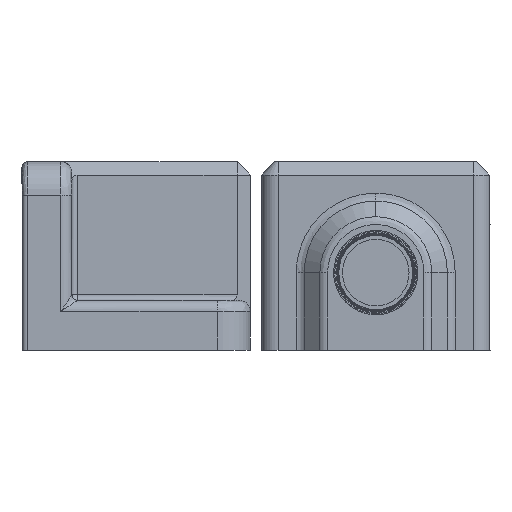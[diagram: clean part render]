
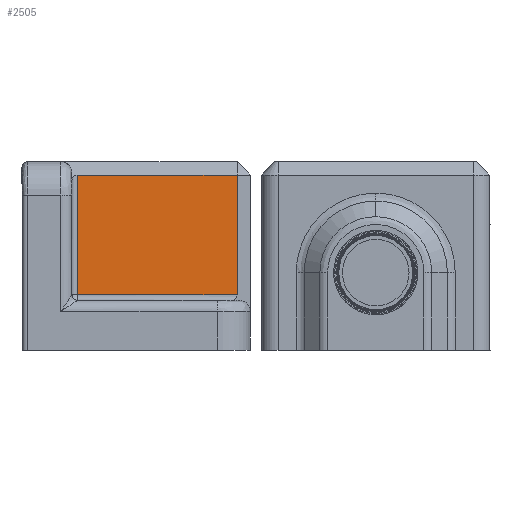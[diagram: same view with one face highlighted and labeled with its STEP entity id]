
A CAD part, front view. The second image highlights one B-rep face of the part: STEP entity #2505.
In plain terms, the highlighted face is planar.
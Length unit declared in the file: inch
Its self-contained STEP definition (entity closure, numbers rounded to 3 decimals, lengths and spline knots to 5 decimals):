
#1569 = CARTESIAN_POINT ( 'NONE',  ( 0.20866, 2.51969, 0.62205 ) ) ;
#2043 = DIRECTION ( 'NONE',  ( 0., 0., 1. ) ) ;
#2180 = ORIENTED_EDGE ( 'NONE', *, *, #3865, .T. ) ;
#2505 = ADVANCED_FACE ( 'NONE', ( #16192 ), #3832, .F. ) ;
#2811 = EDGE_CURVE ( 'NONE', #23262, #7902, #23625, .T. ) ;
#3832 = PLANE ( 'NONE',  #22523 ) ;
#3865 = EDGE_CURVE ( 'NONE', #21068, #23262, #9031, .T. ) ;
#3908 = DIRECTION ( 'NONE',  ( 0., -1., 0. ) ) ;
#6611 = ORIENTED_EDGE ( 'NONE', *, *, #2811, .T. ) ;
#6751 = VECTOR ( 'NONE', #21553, 39.37008 ) ;
#6756 = VECTOR ( 'NONE', #16138, 39.37008 ) ;
#7755 = DIRECTION ( 'NONE',  ( 0., 0., -1. ) ) ;
#7902 = VERTEX_POINT ( 'NONE', #22028 ) ;
#8223 = VECTOR ( 'NONE', #14361, 39.37008 ) ;
#8920 = EDGE_CURVE ( 'NONE', #21658, #21068, #22168, .T. ) ;
#9031 = LINE ( 'NONE', #16389, #6756 ) ;
#9666 = ORIENTED_EDGE ( 'NONE', *, *, #8920, .T. ) ;
#12128 = EDGE_LOOP ( 'NONE', ( #17507, #9666, #2180, #6611 ) ) ;
#12179 = CARTESIAN_POINT ( 'NONE',  ( -0.35827, 2.51969, 0.62205 ) ) ;
#12786 = CARTESIAN_POINT ( 'NONE',  ( -0.35827, 2.51969, 0.19685 ) ) ;
#13171 = CARTESIAN_POINT ( 'NONE',  ( -0.40551, 2.51969, 0.66929 ) ) ;
#14361 = DIRECTION ( 'NONE',  ( 1., 0., 0. ) ) ;
#16138 = DIRECTION ( 'NONE',  ( 1., 0., 0. ) ) ;
#16192 = FACE_OUTER_BOUND ( 'NONE', #12128, .T. ) ;
#16231 = CARTESIAN_POINT ( 'NONE',  ( -0.40551, 2.51969, 0.19685 ) ) ;
#16389 = CARTESIAN_POINT ( 'NONE',  ( -0.40551, 2.51969, 0.62205 ) ) ;
#17293 = VECTOR ( 'NONE', #2043, 39.37008 ) ;
#17507 = ORIENTED_EDGE ( 'NONE', *, *, #18775, .F. ) ;
#17648 = LINE ( 'NONE', #16231, #8223 ) ;
#18742 = CARTESIAN_POINT ( 'NONE',  ( -0.35827, 2.51969, 0.66929 ) ) ;
#18775 = EDGE_CURVE ( 'NONE', #21658, #7902, #17648, .T. ) ;
#21068 = VERTEX_POINT ( 'NONE', #12179 ) ;
#21553 = DIRECTION ( 'NONE',  ( 0., 0., -1. ) ) ;
#21658 = VERTEX_POINT ( 'NONE', #12786 ) ;
#22028 = CARTESIAN_POINT ( 'NONE',  ( 0.20866, 2.51969, 0.19685 ) ) ;
#22168 = LINE ( 'NONE', #18742, #17293 ) ;
#22523 = AXIS2_PLACEMENT_3D ( 'NONE', #13171, #3908, #7755 ) ;
#23083 = CARTESIAN_POINT ( 'NONE',  ( 0.20866, 2.51969, 0.17717 ) ) ;
#23262 = VERTEX_POINT ( 'NONE', #1569 ) ;
#23625 = LINE ( 'NONE', #23083, #6751 ) ;
